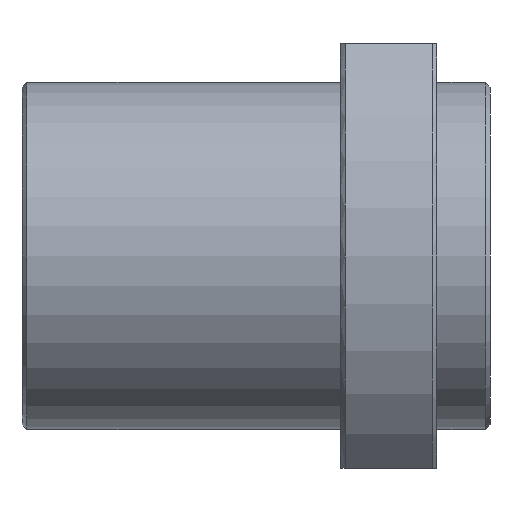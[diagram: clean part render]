
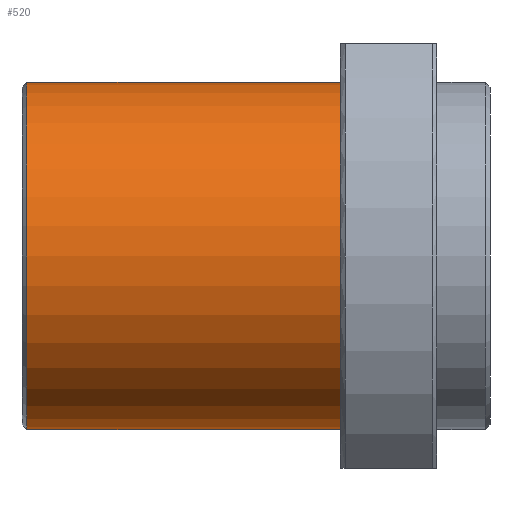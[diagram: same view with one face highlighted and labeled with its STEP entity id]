
A CAD part, front view. The second image highlights one B-rep face of the part: STEP entity #520.
In plain terms, the highlighted cylindrical face has radius 18 mm (diameter 36 mm), a full revolution.
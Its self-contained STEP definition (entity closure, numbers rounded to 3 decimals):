
#137 = CIRCLE ( 'NONE', #563, 18. ) ;
#233 = DIRECTION ( 'NONE',  ( 0., 0., 1. ) ) ;
#289 = EDGE_CURVE ( 'NONE', #646, #646, #545, .T. ) ;
#291 = EDGE_LOOP ( 'NONE', ( #826 ) ) ;
#310 = AXIS2_PLACEMENT_3D ( 'NONE', #890, #406, #410 ) ;
#352 = CARTESIAN_POINT ( 'NONE',  ( 33., 0., 0. ) ) ;
#365 = DIRECTION ( 'NONE',  ( -1., 0., 0. ) ) ;
#374 = FACE_OUTER_BOUND ( 'NONE', #489, .T. ) ;
#379 = CARTESIAN_POINT ( 'NONE',  ( 0., 0., 0. ) ) ;
#406 = DIRECTION ( 'NONE',  ( 1., 0., 0. ) ) ;
#410 = DIRECTION ( 'NONE',  ( 0., 0., -1. ) ) ;
#428 = VERTEX_POINT ( 'NONE', #703 ) ;
#457 = EDGE_CURVE ( 'NONE', #428, #428, #137, .T. ) ;
#489 = EDGE_LOOP ( 'NONE', ( #759 ) ) ;
#491 = AXIS2_PLACEMENT_3D ( 'NONE', #379, #859, #233 ) ;
#520 = ADVANCED_FACE ( 'NONE', ( #576, #374 ), #642, .T. ) ;
#545 = CIRCLE ( 'NONE', #310, 18. ) ;
#563 = AXIS2_PLACEMENT_3D ( 'NONE', #352, #365, #621 ) ;
#576 = FACE_OUTER_BOUND ( 'NONE', #291, .T. ) ;
#621 = DIRECTION ( 'NONE',  ( 0., 0., 1. ) ) ;
#642 = CYLINDRICAL_SURFACE ( 'NONE', #491, 18. ) ;
#646 = VERTEX_POINT ( 'NONE', #715 ) ;
#703 = CARTESIAN_POINT ( 'NONE',  ( 33., 0., 18. ) ) ;
#715 = CARTESIAN_POINT ( 'NONE',  ( 0.5, 0., -18. ) ) ;
#759 = ORIENTED_EDGE ( 'NONE', *, *, #457, .T. ) ;
#826 = ORIENTED_EDGE ( 'NONE', *, *, #289, .T. ) ;
#859 = DIRECTION ( 'NONE',  ( -1., 0., 0. ) ) ;
#890 = CARTESIAN_POINT ( 'NONE',  ( 0.5, 0., 0. ) ) ;
